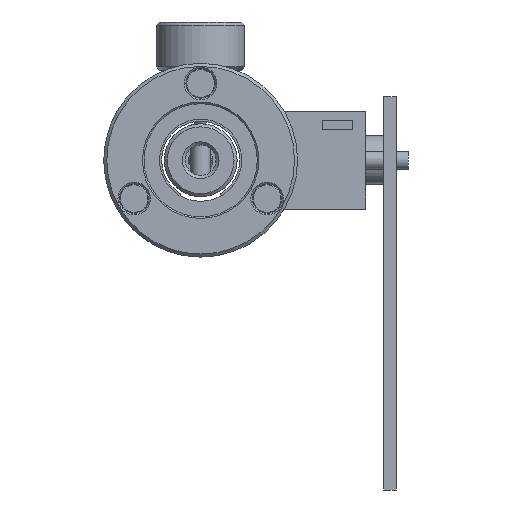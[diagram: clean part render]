
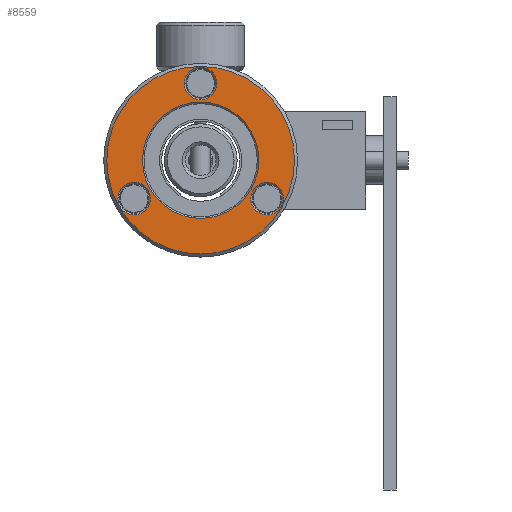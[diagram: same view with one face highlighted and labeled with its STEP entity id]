
A CAD part, front view. The second image highlights one B-rep face of the part: STEP entity #8559.
In plain terms, the highlighted planar face has unit normal (0, -1, 0).
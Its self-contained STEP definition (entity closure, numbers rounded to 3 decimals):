
#267=PLANE('',#9063);
#370=FACE_BOUND('',#1521,.T.);
#371=FACE_BOUND('',#1522,.T.);
#372=FACE_BOUND('',#1523,.T.);
#373=FACE_BOUND('',#1524,.T.);
#518=CIRCLE('',#9023,2.667);
#520=CIRCLE('',#9026,2.667);
#522=CIRCLE('',#9029,2.667);
#529=CIRCLE('',#9041,9.525);
#531=CIRCLE('',#9044,15.367);
#1010=FACE_OUTER_BOUND('',#1520,.T.);
#1520=EDGE_LOOP('',(#7233));
#1521=EDGE_LOOP('',(#7234));
#1522=EDGE_LOOP('',(#7235));
#1523=EDGE_LOOP('',(#7236));
#1524=EDGE_LOOP('',(#7237));
#4012=VERTEX_POINT('',#17050);
#4014=VERTEX_POINT('',#17056);
#4016=VERTEX_POINT('',#17062);
#4023=VERTEX_POINT('',#17086);
#4026=VERTEX_POINT('',#17093);
#5086=EDGE_CURVE('',#4012,#4012,#518,.T.);
#5089=EDGE_CURVE('',#4014,#4014,#520,.T.);
#5092=EDGE_CURVE('',#4016,#4016,#522,.T.);
#5104=EDGE_CURVE('',#4023,#4023,#529,.T.);
#5107=EDGE_CURVE('',#4026,#4026,#531,.T.);
#7233=ORIENTED_EDGE('',*,*,#5107,.T.);
#7234=ORIENTED_EDGE('',*,*,#5104,.F.);
#7235=ORIENTED_EDGE('',*,*,#5092,.T.);
#7236=ORIENTED_EDGE('',*,*,#5089,.T.);
#7237=ORIENTED_EDGE('',*,*,#5086,.T.);
#8559=ADVANCED_FACE('',(#1010,#370,#371,#372,#373),#267,.T.);
#9023=AXIS2_PLACEMENT_3D('',#17052,#10497,#10498);
#9026=AXIS2_PLACEMENT_3D('',#17058,#10504,#10505);
#9029=AXIS2_PLACEMENT_3D('',#17064,#10511,#10512);
#9041=AXIS2_PLACEMENT_3D('',#17088,#10540,#10541);
#9044=AXIS2_PLACEMENT_3D('',#17095,#10547,#10548);
#9063=AXIS2_PLACEMENT_3D('',#17129,#10591,#10592);
#10497=DIRECTION('center_axis',(0.,1.,0.));
#10498=DIRECTION('ref_axis',(0.,0.,-1.));
#10504=DIRECTION('center_axis',(0.,1.,0.));
#10505=DIRECTION('ref_axis',(0.,0.,-1.));
#10511=DIRECTION('center_axis',(0.,1.,0.));
#10512=DIRECTION('ref_axis',(0.,0.,-1.));
#10540=DIRECTION('center_axis',(0.,-1.,0.));
#10541=DIRECTION('ref_axis',(0.,0.,-1.));
#10547=DIRECTION('center_axis',(0.,-1.,0.));
#10548=DIRECTION('ref_axis',(0.,0.,-1.));
#10591=DIRECTION('center_axis',(0.,-1.,0.));
#10592=DIRECTION('ref_axis',(0.,0.,-1.));
#17050=CARTESIAN_POINT('',(-17.666,-40.389,-9.964));
#17052=CARTESIAN_POINT('Origin',(-17.666,-40.389,-12.631));
#17056=CARTESIAN_POINT('',(-6.778,-40.389,8.895));
#17058=CARTESIAN_POINT('Origin',(-6.778,-40.389,6.228));
#17062=CARTESIAN_POINT('',(4.111,-40.389,-9.964));
#17064=CARTESIAN_POINT('Origin',(4.111,-40.389,-12.631));
#17086=CARTESIAN_POINT('',(-6.778,-40.389,3.18));
#17088=CARTESIAN_POINT('Origin',(-6.778,-40.389,-6.345));
#17093=CARTESIAN_POINT('',(-6.778,-40.389,-21.712));
#17095=CARTESIAN_POINT('Origin',(-6.778,-40.389,-6.345));
#17129=CARTESIAN_POINT('Origin',(2.747,-40.389,-6.345));
